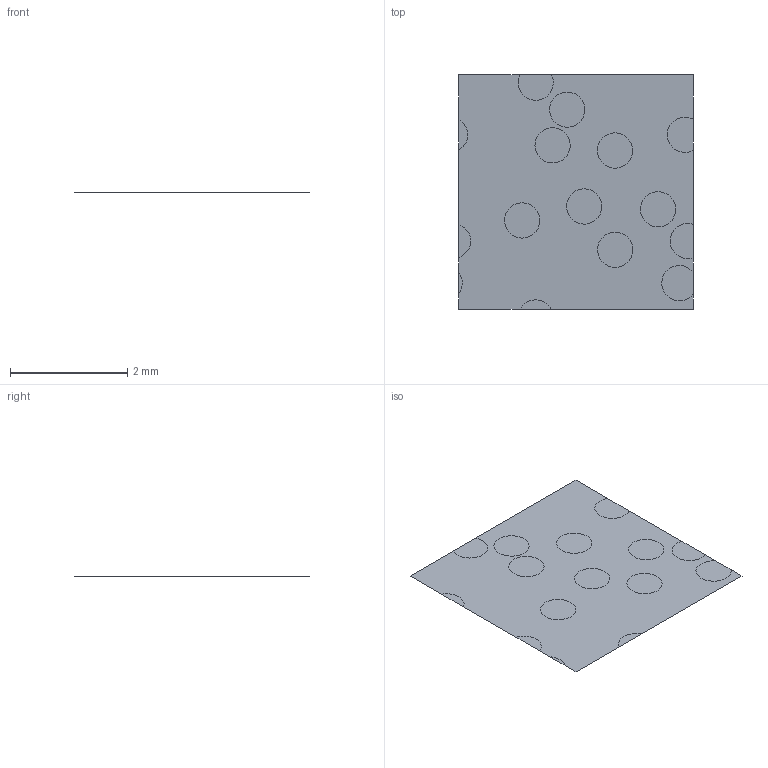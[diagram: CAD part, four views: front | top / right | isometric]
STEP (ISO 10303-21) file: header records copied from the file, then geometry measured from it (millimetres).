
FILE_DESCRIPTION(('Open CASCADE Model'),'2;1');
FILE_NAME('Open CASCADE Shape Model','2021-11-23T09:50:13',('Author'),( 'Open CASCADE'),'Open CASCADE STEP processor 7.6','Open CASCADE 7.6' ,'Unknown');
FILE_SCHEMA(('AUTOMOTIVE_DESIGN { 1 0 10303 214 1 1 1 1 }'));
Length unit declared in the file: millimetre
Products named in the file (17): Open CASCADE STEP translator 7.6 3; Open CASCADE STEP translator 7.6 3.1; Open CASCADE STEP translator 7.6 3.2; Open CASCADE STEP translator 7.6 3.3; Open CASCADE STEP translator 7.6 3.4; Open CASCADE STEP translator 7.6 3.5; Open CASCADE STEP translator 7.6 3.6; Open CASCADE STEP translator 7.6 3.7; Open CASCADE STEP translator 7.6 3.8; Open CASCADE STEP translator 7.6 3.9; Open CASCADE STEP translator 7.6 3.10; Open CASCADE STEP translator 7.6 3.11; Open CASCADE STEP translator 7.6 3.12; Open CASCADE STEP translator 7.6 3.13; Open CASCADE STEP translator 7.6 3.14; Open CASCADE STEP translator 7.6 3.15; Open CASCADE STEP translator 7.6 3.16
Assembly tree (16 placements, depth 2):
  Open CASCADE STEP translator 7.6 3
    Open CASCADE STEP translator 7.6 3.1
    Open CASCADE STEP translator 7.6 3.2
    Open CASCADE STEP translator 7.6 3.3
    Open CASCADE STEP translator 7.6 3.4
    Open CASCADE STEP translator 7.6 3.5
    Open CASCADE STEP translator 7.6 3.6
    Open CASCADE STEP translator 7.6 3.7
    Open CASCADE STEP translator 7.6 3.8
    Open CASCADE STEP translator 7.6 3.9
    Open CASCADE STEP translator 7.6 3.10
    Open CASCADE STEP translator 7.6 3.11
    Open CASCADE STEP translator 7.6 3.12
    Open CASCADE STEP translator 7.6 3.13
    Open CASCADE STEP translator 7.6 3.14
    Open CASCADE STEP translator 7.6 3.15
    Open CASCADE STEP translator 7.6 3.16
Bounding box: 4 x 4 x 0 mm (x, y, z)
Surface area: 16 mm2 (no closed solid volume)
Topology: 0 solids, 16 shells, 16 faces, 58 edges, 58 vertices
Faces by surface type: plane 16
Entity records: 1386 total; most frequent: DIRECTION 220, CARTESIAN_POINT 207, AXIS2_PLACEMENT_3D 71, ORIENTED_EDGE 58, EDGE_CURVE 58, VERTEX_POINT 58, SURFACE_CURVE 58, PCURVE 58
